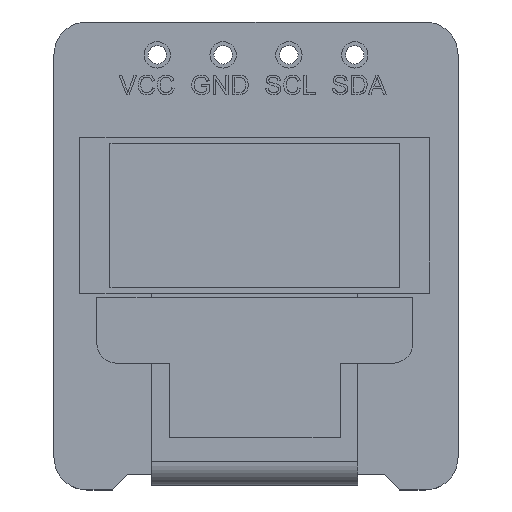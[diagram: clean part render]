
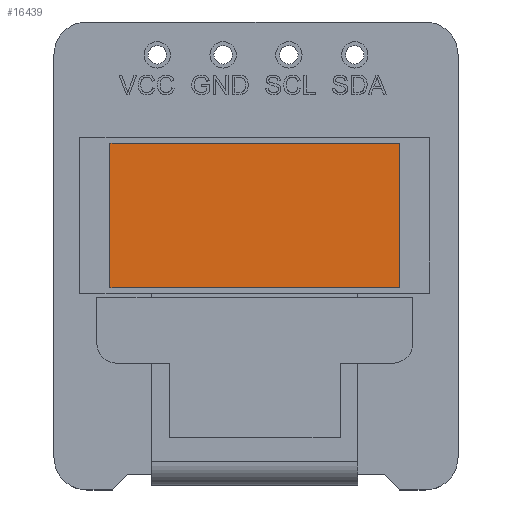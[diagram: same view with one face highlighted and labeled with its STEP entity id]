
A CAD part, top view. The second image highlights one B-rep face of the part: STEP entity #16439.
In plain terms, the highlighted planar face has unit normal (0, 0, 1).
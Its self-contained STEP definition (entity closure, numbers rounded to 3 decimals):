
#902=LINE('',#27763,#1882);
#904=LINE('',#27767,#1884);
#906=LINE('',#27771,#1886);
#908=LINE('',#27775,#1888);
#1882=VECTOR('',#18835,1000.);
#1884=VECTOR('',#18839,1000.);
#1886=VECTOR('',#18843,1000.);
#1888=VECTOR('',#18847,1000.);
#4497=ORIENTED_EDGE('',*,*,#6834,.F.);
#4498=ORIENTED_EDGE('',*,*,#6840,.F.);
#4499=ORIENTED_EDGE('',*,*,#6838,.F.);
#4500=ORIENTED_EDGE('',*,*,#6836,.F.);
#6834=EDGE_CURVE('',#8143,#8144,#902,.T.);
#6836=EDGE_CURVE('',#8144,#8145,#904,.T.);
#6838=EDGE_CURVE('',#8145,#8146,#906,.T.);
#6840=EDGE_CURVE('',#8146,#8143,#908,.T.);
#8143=VERTEX_POINT('',#27762);
#8144=VERTEX_POINT('',#27764);
#8145=VERTEX_POINT('',#27768);
#8146=VERTEX_POINT('',#27772);
#9515=EDGE_LOOP('',(#4497,#4498,#4499,#4500));
#10315=FACE_BOUND('',#9515,.T.);
#10935=PLANE('',#17134);
#16439=ADVANCED_FACE('',(#10315),#10935,.F.);
#17134=AXIS2_PLACEMENT_3D('',#27776,#18848,#18849);
#18835=DIRECTION('',(0.,1.,0.));
#18839=DIRECTION('',(1.,0.,0.));
#18843=DIRECTION('',(0.,-1.,0.));
#18847=DIRECTION('',(-1.,0.,0.));
#18848=DIRECTION('',(0.,0.,-1.));
#18849=DIRECTION('',(-1.,0.,0.));
#27762=CARTESIAN_POINT('',(-5.59,-2.79,0.376));
#27763=CARTESIAN_POINT('',(-5.59,-2.79,0.376));
#27764=CARTESIAN_POINT('',(-5.59,2.79,0.376));
#27767=CARTESIAN_POINT('',(-5.59,2.79,0.376));
#27768=CARTESIAN_POINT('',(5.59,2.79,0.376));
#27771=CARTESIAN_POINT('',(5.59,2.79,0.376));
#27772=CARTESIAN_POINT('',(5.59,-2.79,0.376));
#27775=CARTESIAN_POINT('',(5.59,-2.79,0.376));
#27776=CARTESIAN_POINT('',(0.,0.,0.376));
